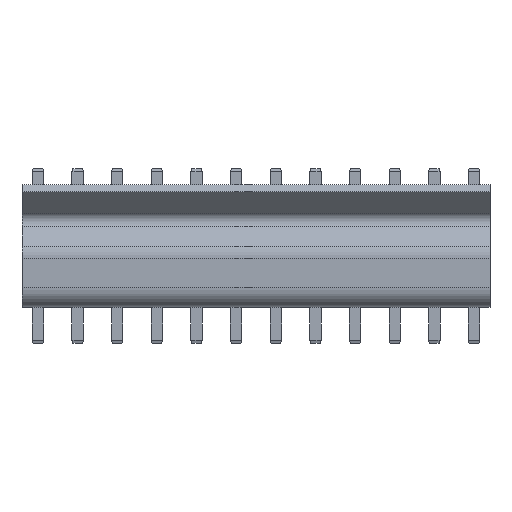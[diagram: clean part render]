
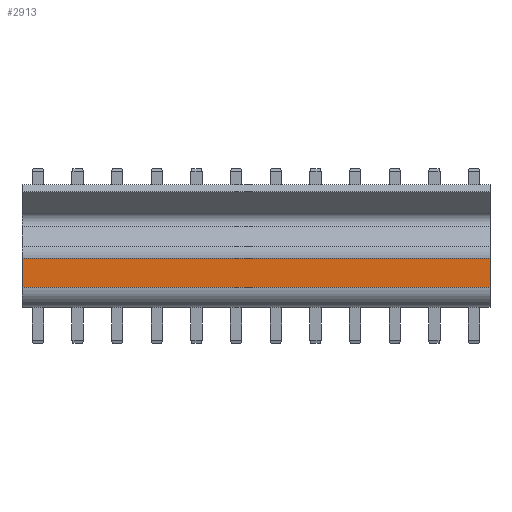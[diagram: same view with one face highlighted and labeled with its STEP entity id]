
A CAD part, front view. The second image highlights one B-rep face of the part: STEP entity #2913.
In plain terms, the highlighted planar face has unit normal (0, -1, 0).
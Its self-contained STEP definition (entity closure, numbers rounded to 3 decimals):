
#44 = PLANE('',#45);
#45 = AXIS2_PLACEMENT_3D('',#46,#47,#48);
#46 = CARTESIAN_POINT('',(45.16,-1.152,4.474));
#47 = DIRECTION('',(1.,0.,-0.));
#48 = DIRECTION('',(-0.,0.,-1.));
#490 = VERTEX_POINT('',#491);
#491 = CARTESIAN_POINT('',(45.16,-4.6,4.9));
#506 = CYLINDRICAL_SURFACE('',#507,1.925);
#507 = AXIS2_PLACEMENT_3D('',#508,#509,#510);
#508 = CARTESIAN_POINT('',(45.16,-2.676,4.958));
#509 = DIRECTION('',(1.,0.,0.));
#510 = DIRECTION('',(0.,-0.813,0.583)
);
#518 = EDGE_CURVE('',#490,#519,#521,.T.);
#519 = VERTEX_POINT('',#520);
#520 = CARTESIAN_POINT('',(45.16,-4.6,2.));
#521 = SURFACE_CURVE('',#522,(#526,#533),.PCURVE_S1.);
#522 = LINE('',#523,#524);
#523 = CARTESIAN_POINT('',(45.16,-4.6,4.9));
#524 = VECTOR('',#525,1.);
#525 = DIRECTION('',(-0.,0.,-1.));
#526 = PCURVE('',#44,#527);
#527 = DEFINITIONAL_REPRESENTATION('',(#528),#532);
#528 = LINE('',#529,#530);
#529 = CARTESIAN_POINT('',(-0.426,-3.448));
#530 = VECTOR('',#531,1.);
#531 = DIRECTION('',(1.,0.));
#532 = ( GEOMETRIC_REPRESENTATION_CONTEXT(2)
PARAMETRIC_REPRESENTATION_CONTEXT() REPRESENTATION_CONTEXT('2D SPACE',''
) );
#533 = PCURVE('',#534,#539);
#534 = PLANE('',#535);
#535 = AXIS2_PLACEMENT_3D('',#536,#537,#538);
#536 = CARTESIAN_POINT('',(45.16,-4.6,4.9));
#537 = DIRECTION('',(0.,-1.,0.));
#538 = DIRECTION('',(-0.,0.,-1.));
#539 = DEFINITIONAL_REPRESENTATION('',(#540),#544);
#540 = LINE('',#541,#542);
#541 = CARTESIAN_POINT('',(0.,0.));
#542 = VECTOR('',#543,1.);
#543 = DIRECTION('',(1.,0.));
#544 = ( GEOMETRIC_REPRESENTATION_CONTEXT(2)
PARAMETRIC_REPRESENTATION_CONTEXT() REPRESENTATION_CONTEXT('2D SPACE',''
) );
#563 = CYLINDRICAL_SURFACE('',#564,1.961);
#564 = AXIS2_PLACEMENT_3D('',#565,#566,#567);
#565 = CARTESIAN_POINT('',(45.16,-2.64,1.96));
#566 = DIRECTION('',(1.,0.,0.));
#567 = DIRECTION('',(0.,-1.,
0.02));
#836 = PLANE('',#837);
#837 = AXIS2_PLACEMENT_3D('',#838,#839,#840);
#838 = CARTESIAN_POINT('',(-1.6,-1.152,4.474));
#839 = DIRECTION('',(1.,0.,-0.));
#840 = DIRECTION('',(-0.,0.,-1.));
#2869 = VERTEX_POINT('',#2870);
#2870 = CARTESIAN_POINT('',(-1.6,-4.6,4.9));
#2892 = EDGE_CURVE('',#490,#2869,#2893,.T.);
#2893 = SURFACE_CURVE('',#2894,(#2898,#2905),.PCURVE_S1.);
#2894 = LINE('',#2895,#2896);
#2895 = CARTESIAN_POINT('',(45.16,-4.6,4.9));
#2896 = VECTOR('',#2897,1.);
#2897 = DIRECTION('',(-1.,0.,0.));
#2898 = PCURVE('',#506,#2899);
#2899 = DEFINITIONAL_REPRESENTATION('',(#2900),#2904);
#2900 = LINE('',#2901,#2902);
#2901 = CARTESIAN_POINT('',(0.652,0.));
#2902 = VECTOR('',#2903,1.);
#2903 = DIRECTION('',(0.,-1.));
#2904 = ( GEOMETRIC_REPRESENTATION_CONTEXT(2)
PARAMETRIC_REPRESENTATION_CONTEXT() REPRESENTATION_CONTEXT('2D SPACE',''
) );
#2905 = PCURVE('',#534,#2906);
#2906 = DEFINITIONAL_REPRESENTATION('',(#2907),#2911);
#2907 = LINE('',#2908,#2909);
#2908 = CARTESIAN_POINT('',(0.,0.));
#2909 = VECTOR('',#2910,1.);
#2910 = DIRECTION('',(0.,-1.));
#2911 = ( GEOMETRIC_REPRESENTATION_CONTEXT(2)
PARAMETRIC_REPRESENTATION_CONTEXT() REPRESENTATION_CONTEXT('2D SPACE',''
) );
#2913 = ADVANCED_FACE('',(#2914),#534,.T.);
#2914 = FACE_BOUND('',#2915,.T.);
#2915 = EDGE_LOOP('',(#2916,#2917,#2940,#2961));
#2916 = ORIENTED_EDGE('',*,*,#2892,.T.);
#2917 = ORIENTED_EDGE('',*,*,#2918,.T.);
#2918 = EDGE_CURVE('',#2869,#2919,#2921,.T.);
#2919 = VERTEX_POINT('',#2920);
#2920 = CARTESIAN_POINT('',(-1.6,-4.6,2.));
#2921 = SURFACE_CURVE('',#2922,(#2926,#2933),.PCURVE_S1.);
#2922 = LINE('',#2923,#2924);
#2923 = CARTESIAN_POINT('',(-1.6,-4.6,4.9));
#2924 = VECTOR('',#2925,1.);
#2925 = DIRECTION('',(-0.,0.,-1.));
#2926 = PCURVE('',#534,#2927);
#2927 = DEFINITIONAL_REPRESENTATION('',(#2928),#2932);
#2928 = LINE('',#2929,#2930);
#2929 = CARTESIAN_POINT('',(0.,-46.76));
#2930 = VECTOR('',#2931,1.);
#2931 = DIRECTION('',(1.,0.));
#2932 = ( GEOMETRIC_REPRESENTATION_CONTEXT(2)
PARAMETRIC_REPRESENTATION_CONTEXT() REPRESENTATION_CONTEXT('2D SPACE',''
) );
#2933 = PCURVE('',#836,#2934);
#2934 = DEFINITIONAL_REPRESENTATION('',(#2935),#2939);
#2935 = LINE('',#2936,#2937);
#2936 = CARTESIAN_POINT('',(-0.426,-3.448));
#2937 = VECTOR('',#2938,1.);
#2938 = DIRECTION('',(1.,0.));
#2939 = ( GEOMETRIC_REPRESENTATION_CONTEXT(2)
PARAMETRIC_REPRESENTATION_CONTEXT() REPRESENTATION_CONTEXT('2D SPACE',''
) );
#2940 = ORIENTED_EDGE('',*,*,#2941,.F.);
#2941 = EDGE_CURVE('',#519,#2919,#2942,.T.);
#2942 = SURFACE_CURVE('',#2943,(#2947,#2954),.PCURVE_S1.);
#2943 = LINE('',#2944,#2945);
#2944 = CARTESIAN_POINT('',(45.16,-4.6,2.));
#2945 = VECTOR('',#2946,1.);
#2946 = DIRECTION('',(-1.,0.,0.));
#2947 = PCURVE('',#534,#2948);
#2948 = DEFINITIONAL_REPRESENTATION('',(#2949),#2953);
#2949 = LINE('',#2950,#2951);
#2950 = CARTESIAN_POINT('',(2.9,0.));
#2951 = VECTOR('',#2952,1.);
#2952 = DIRECTION('',(0.,-1.));
#2953 = ( GEOMETRIC_REPRESENTATION_CONTEXT(2)
PARAMETRIC_REPRESENTATION_CONTEXT() REPRESENTATION_CONTEXT('2D SPACE',''
) );
#2954 = PCURVE('',#563,#2955);
#2955 = DEFINITIONAL_REPRESENTATION('',(#2956),#2960);
#2956 = LINE('',#2957,#2958);
#2957 = CARTESIAN_POINT('',(0.,0.));
#2958 = VECTOR('',#2959,1.);
#2959 = DIRECTION('',(0.,-1.));
#2960 = ( GEOMETRIC_REPRESENTATION_CONTEXT(2)
PARAMETRIC_REPRESENTATION_CONTEXT() REPRESENTATION_CONTEXT('2D SPACE',''
) );
#2961 = ORIENTED_EDGE('',*,*,#518,.F.);
